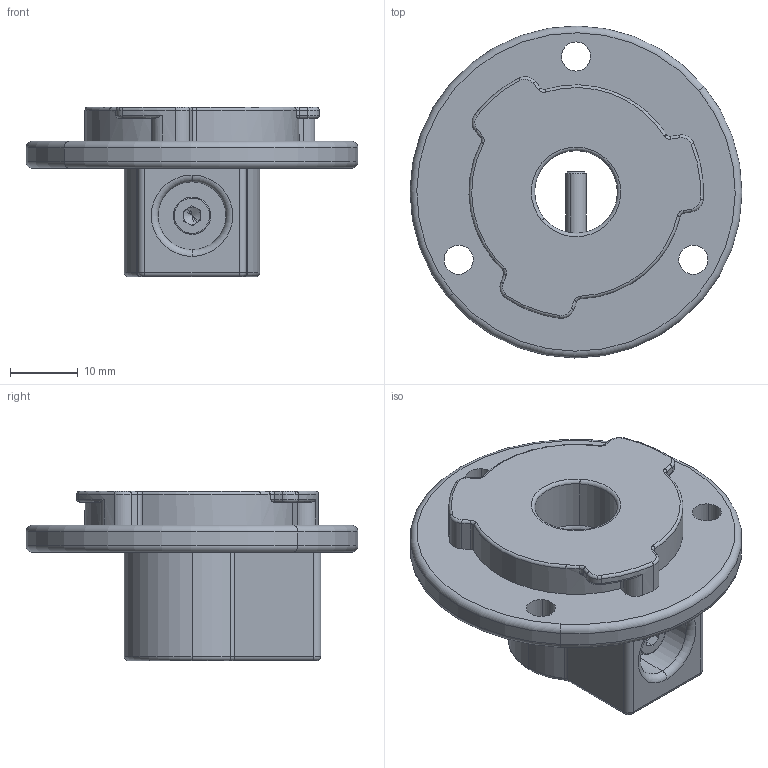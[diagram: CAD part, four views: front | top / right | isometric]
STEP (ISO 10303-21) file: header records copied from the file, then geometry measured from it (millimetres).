
FILE_DESCRIPTION (( 'STEP AP214' ), '1' );
FILE_NAME ('Pen.STEP', '2021-12-25T04:11:00', ( '' ), ( '' ), 'SwSTEP 2.0', 'SolidWorks 2020', '' );
FILE_SCHEMA (( 'AUTOMOTIVE_DESIGN' ));
Length unit declared in the file: millimetre
Products named in the file (5): Hex Bolt M3 x 16_Hex Bolt M3 x 16; Pen; Pen Holder 2; M3 Hex Nut_Hex Nut M3; Pen Holder 1
Assembly tree (4 placements, depth 2):
  Pen
    Pen Holder 1
    Pen Holder 2
    Hex Bolt M3 x 16_Hex Bolt M3 x 16
    M3 Hex Nut_Hex Nut M3
Bounding box: 49 x 49 x 25 mm (x, y, z)
Volume: 15635.5 mm3; surface area: 8580.8 mm2
Topology: 4 solids, 4 shells, 226 faces, 531 edges, 314 vertices
Faces by surface type: cylinder 85, torus 65, plane 54, cone 20, sphere 2
Entity records: 6825 total; most frequent: CARTESIAN_POINT 1292, DIRECTION 1257, ORIENTED_EDGE 1054, AXIS2_PLACEMENT_3D 535, EDGE_CURVE 527, VERTEX_POINT 314, CIRCLE 302, EDGE_LOOP 247
